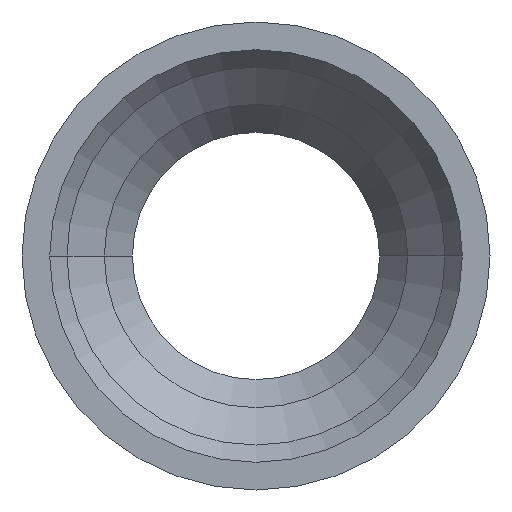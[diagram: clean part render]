
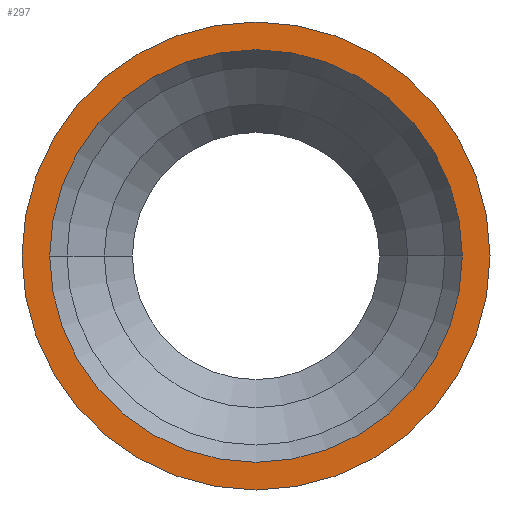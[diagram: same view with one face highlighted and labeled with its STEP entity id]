
A CAD part, left-side view. The second image highlights one B-rep face of the part: STEP entity #297.
In plain terms, the highlighted planar face has unit normal (-1, 0, 0).
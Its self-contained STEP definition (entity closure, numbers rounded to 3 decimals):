
#185 = EDGE_CURVE( '', #381, #213, #453, .T. );
#213 = VERTEX_POINT( '', #485 );
#239 = EDGE_CURVE( '', #213, #381, #515, .T. );
#257 = EDGE_CURVE( '', #341, #339, #534, .T. );
#297 = ADVANCED_FACE( '', ( #581, #582 ), #583, .T. );
#339 = VERTEX_POINT( '', #628 );
#341 = VERTEX_POINT( '', #630 );
#381 = VERTEX_POINT( '', #674 );
#383 = EDGE_CURVE( '', #339, #341, #676, .T. );
#453 = CIRCLE( '', #753, 62.5 );
#485 = CARTESIAN_POINT( '', ( 0., -62.5, 0. ) );
#515 = CIRCLE( '', #839, 62.5 );
#534 = CIRCLE( '', #868, 55.1 );
#581 = FACE_BOUND( '', #925, .T. );
#582 = FACE_OUTER_BOUND( '', #926, .T. );
#583 = PLANE( '', #927 );
#628 = CARTESIAN_POINT( '', ( 0., 55.1, 0. ) );
#630 = CARTESIAN_POINT( '', ( 0., -55.1, 0. ) );
#674 = CARTESIAN_POINT( '', ( 0., 62.5, 0. ) );
#676 = CIRCLE( '', #1046, 55.1 );
#753 = AXIS2_PLACEMENT_3D( '', #1121, #1122, #1123 );
#839 = AXIS2_PLACEMENT_3D( '', #1206, #1207, #1208 );
#868 = AXIS2_PLACEMENT_3D( '', #1229, #1230, #1231 );
#925 = EDGE_LOOP( '', ( #1309, #1310 ) );
#926 = EDGE_LOOP( '', ( #1311, #1312 ) );
#927 = AXIS2_PLACEMENT_3D( '', #1313, #1314, #1315 );
#1046 = AXIS2_PLACEMENT_3D( '', #1409, #1410, #1411 );
#1121 = CARTESIAN_POINT( '', ( 0., 0., 0. ) );
#1122 = DIRECTION( '', ( -1., 0., 0. ) );
#1123 = DIRECTION( '', ( 0., 1., 0. ) );
#1206 = CARTESIAN_POINT( '', ( 0., 0., 0. ) );
#1207 = DIRECTION( '', ( -1., 0., 0. ) );
#1208 = DIRECTION( '', ( 0., 1., 0. ) );
#1229 = CARTESIAN_POINT( '', ( 0., 0., 0. ) );
#1230 = DIRECTION( '', ( -1., 0., 0. ) );
#1231 = DIRECTION( '', ( 0., 1., 0. ) );
#1309 = ORIENTED_EDGE( '', *, *, #383, .F. );
#1310 = ORIENTED_EDGE( '', *, *, #257, .F. );
#1311 = ORIENTED_EDGE( '', *, *, #185, .T. );
#1312 = ORIENTED_EDGE( '', *, *, #239, .T. );
#1313 = CARTESIAN_POINT( '', ( 0., 58.8, 0. ) );
#1314 = DIRECTION( '', ( -1., 0., 0. ) );
#1315 = DIRECTION( '', ( 0., 1., 0. ) );
#1409 = CARTESIAN_POINT( '', ( 0., 0., 0. ) );
#1410 = DIRECTION( '', ( -1., 0., 0. ) );
#1411 = DIRECTION( '', ( 0., 1., 0. ) );
